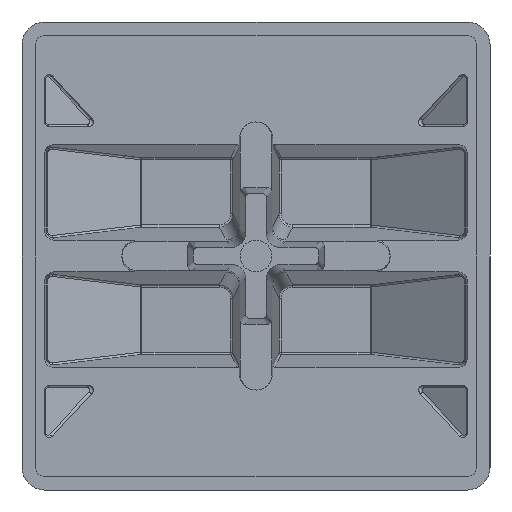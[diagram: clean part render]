
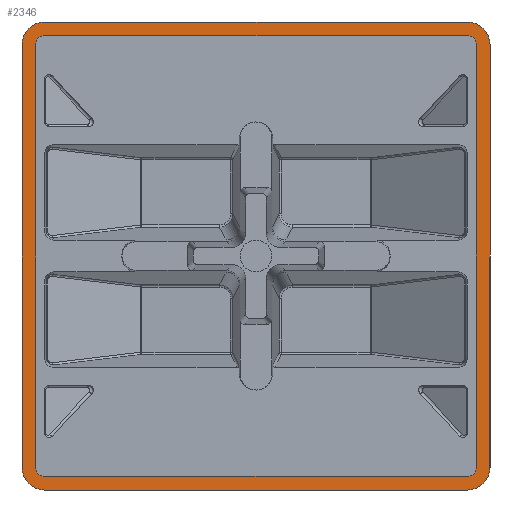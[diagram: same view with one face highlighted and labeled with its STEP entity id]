
A CAD part, front view. The second image highlights one B-rep face of the part: STEP entity #2346.
In plain terms, the highlighted planar face has unit normal (0, -1, 0).
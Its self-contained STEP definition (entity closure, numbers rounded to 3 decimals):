
#214 = EDGE_CURVE ( 'NONE', #10495, #9158, #10289, .T. ) ;
#233 = DIRECTION ( 'NONE',  ( 0., 0., -1. ) ) ;
#260 = ORIENTED_EDGE ( 'NONE', *, *, #11291, .T. ) ;
#456 = DIRECTION ( 'NONE',  ( 0., 0., -1. ) ) ;
#911 = ORIENTED_EDGE ( 'NONE', *, *, #11004, .T. ) ;
#938 = VERTEX_POINT ( 'NONE', #7448 ) ;
#961 = FACE_BOUND ( 'NONE', #12096, .T. ) ;
#1074 = LINE ( 'NONE', #7867, #1422 ) ;
#1154 = CIRCLE ( 'NONE', #8238, 5. ) ;
#1365 = VERTEX_POINT ( 'NONE', #10836 ) ;
#1379 = DIRECTION ( 'NONE',  ( 0., 0., -1. ) ) ;
#1422 = VECTOR ( 'NONE', #11720, 1000. ) ;
#1616 = VECTOR ( 'NONE', #10274, 1000. ) ;
#1658 = VECTOR ( 'NONE', #10295, 1000. ) ;
#1701 = LINE ( 'NONE', #5568, #1721 ) ;
#1708 = CARTESIAN_POINT ( 'NONE',  ( 46.5, -5.5, -46.5 ) ) ;
#1721 = VECTOR ( 'NONE', #9428, 1000. ) ;
#1745 = DIRECTION ( 'NONE',  ( 0., 0., -1. ) ) ;
#1755 = EDGE_CURVE ( 'NONE', #6792, #8935, #1154, .T. ) ;
#2072 = ORIENTED_EDGE ( 'NONE', *, *, #10048, .T. ) ;
#2090 = DIRECTION ( 'NONE',  ( 0., 0., -1. ) ) ;
#2120 = VERTEX_POINT ( 'NONE', #3366 ) ;
#2125 = CARTESIAN_POINT ( 'NONE',  ( -51.5, -5.5, -46.5 ) ) ;
#2139 = LINE ( 'NONE', #8915, #9337 ) ;
#2161 = CIRCLE ( 'NONE', #9248, 2. ) ;
#2346 = ADVANCED_FACE ( 'NONE', ( #961, #4832 ), #8684, .T. ) ;
#2349 = VERTEX_POINT ( 'NONE', #11594 ) ;
#2360 = CARTESIAN_POINT ( 'NONE',  ( -46.5, -5.5, -46.5 ) ) ;
#2398 = DIRECTION ( 'NONE',  ( 0., 0., -1. ) ) ;
#2550 = LINE ( 'NONE', #6415, #1616 ) ;
#2566 = LINE ( 'NONE', #6439, #1658 ) ;
#2643 = CIRCLE ( 'NONE', #9722, 2. ) ;
#2736 = DIRECTION ( 'NONE',  ( 0., -1., 0. ) ) ;
#2856 = LINE ( 'NONE', #6724, #5766 ) ;
#3042 = ORIENTED_EDGE ( 'NONE', *, *, #10389, .T. ) ;
#3299 = ORIENTED_EDGE ( 'NONE', *, *, #11489, .F. ) ;
#3314 = DIRECTION ( 'NONE',  ( -1., 0., 0. ) ) ;
#3366 = CARTESIAN_POINT ( 'NONE',  ( 51.5, -5.5, 46.5 ) ) ;
#3473 = EDGE_CURVE ( 'NONE', #10396, #10495, #8127, .T. ) ;
#3486 = CARTESIAN_POINT ( 'NONE',  ( 48.5, -5.5, -46.5 ) ) ;
#3505 = EDGE_CURVE ( 'NONE', #6723, #7650, #2161, .T. ) ;
#3652 = CIRCLE ( 'NONE', #10722, 5. ) ;
#3760 = EDGE_CURVE ( 'NONE', #1365, #10396, #5203, .T. ) ;
#3883 = DIRECTION ( 'NONE',  ( 0., -1., 0. ) ) ;
#4076 = EDGE_LOOP ( 'NONE', ( #10971, #911, #260, #2072, #4874, #3042, #11908, #10055 ) ) ;
#4511 = CARTESIAN_POINT ( 'NONE',  ( 51.5, -5.5, -46.5 ) ) ;
#4831 = AXIS2_PLACEMENT_3D ( 'NONE', #5279, #9137, #456 ) ;
#4832 = FACE_OUTER_BOUND ( 'NONE', #4076, .T. ) ;
#4864 = CARTESIAN_POINT ( 'NONE',  ( -48.5, -5.5, -46.5 ) ) ;
#4874 = ORIENTED_EDGE ( 'NONE', *, *, #1755, .T. ) ;
#4985 = EDGE_CURVE ( 'NONE', #2120, #938, #10672, .T. ) ;
#4997 = CARTESIAN_POINT ( 'NONE',  ( -46.5, -5.5, 48.5 ) ) ;
#5127 = ORIENTED_EDGE ( 'NONE', *, *, #3505, .F. ) ;
#5203 = CIRCLE ( 'NONE', #12275, 2. ) ;
#5210 = CARTESIAN_POINT ( 'NONE',  ( 46.5, -5.5, -51.5 ) ) ;
#5213 = AXIS2_PLACEMENT_3D ( 'NONE', #6574, #10422, #1745 ) ;
#5279 = CARTESIAN_POINT ( 'NONE',  ( -46.5, -5.5, 46.5 ) ) ;
#5373 = VERTEX_POINT ( 'NONE', #5496 ) ;
#5426 = CIRCLE ( 'NONE', #12497, 5. ) ;
#5496 = CARTESIAN_POINT ( 'NONE',  ( -46.5, -5.5, 51.5 ) ) ;
#5568 = CARTESIAN_POINT ( 'NONE',  ( -46.5, -5.5, -51.5 ) ) ;
#5574 = DIRECTION ( 'NONE',  ( 0., -1., 0. ) ) ;
#5766 = VECTOR ( 'NONE', #10578, 1000. ) ;
#6200 = CARTESIAN_POINT ( 'NONE',  ( 46.5, -5.5, 46.5 ) ) ;
#6234 = DIRECTION ( 'NONE',  ( 0., -1., 0. ) ) ;
#6267 = ORIENTED_EDGE ( 'NONE', *, *, #11791, .F. ) ;
#6344 = EDGE_CURVE ( 'NONE', #9158, #6723, #2139, .T. ) ;
#6415 = CARTESIAN_POINT ( 'NONE',  ( 46.5, -5.5, 51.5 ) ) ;
#6439 = CARTESIAN_POINT ( 'NONE',  ( -46.5, -5.5, -48.5 ) ) ;
#6574 = CARTESIAN_POINT ( 'NONE',  ( 46.5, -5.5, 46.5 ) ) ;
#6610 = DIRECTION ( 'NONE',  ( 0., 0., -1. ) ) ;
#6723 = VERTEX_POINT ( 'NONE', #4864 ) ;
#6724 = CARTESIAN_POINT ( 'NONE',  ( -51.5, -5.5, 46.5 ) ) ;
#6792 = VERTEX_POINT ( 'NONE', #2125 ) ;
#6892 = VERTEX_POINT ( 'NONE', #9024 ) ;
#6906 = CARTESIAN_POINT ( 'NONE',  ( -46.5, -5.5, 46.5 ) ) ;
#6987 = EDGE_CURVE ( 'NONE', #7650, #8280, #2566, .T. ) ;
#7126 = ORIENTED_EDGE ( 'NONE', *, *, #6344, .F. ) ;
#7180 = CARTESIAN_POINT ( 'NONE',  ( -46.5, -5.5, -51.5 ) ) ;
#7206 = CARTESIAN_POINT ( 'NONE',  ( -46.5, -5.5, -46.5 ) ) ;
#7342 = DIRECTION ( 'NONE',  ( 0., 0., 1. ) ) ;
#7448 = CARTESIAN_POINT ( 'NONE',  ( 46.5, -5.5, 51.5 ) ) ;
#7585 = VERTEX_POINT ( 'NONE', #4511 ) ;
#7632 = VECTOR ( 'NONE', #3314, 1000. ) ;
#7643 = EDGE_CURVE ( 'NONE', #10878, #7585, #5426, .T. ) ;
#7650 = VERTEX_POINT ( 'NONE', #12346 ) ;
#7741 = DIRECTION ( 'NONE',  ( 0., 0., -1. ) ) ;
#7749 = CARTESIAN_POINT ( 'NONE',  ( -48.5, -5.5, 46.5 ) ) ;
#7867 = CARTESIAN_POINT ( 'NONE',  ( 51.5, -5.5, -46.5 ) ) ;
#8127 = LINE ( 'NONE', #11978, #7632 ) ;
#8238 = AXIS2_PLACEMENT_3D ( 'NONE', #7206, #11075, #2398 ) ;
#8280 = VERTEX_POINT ( 'NONE', #9708 ) ;
#8684 = PLANE ( 'NONE',  #11105 ) ;
#8788 = ORIENTED_EDGE ( 'NONE', *, *, #6987, .F. ) ;
#8915 = CARTESIAN_POINT ( 'NONE',  ( -48.5, -5.5, 46.5 ) ) ;
#8935 = VERTEX_POINT ( 'NONE', #7180 ) ;
#9024 = CARTESIAN_POINT ( 'NONE',  ( -51.5, -5.5, 46.5 ) ) ;
#9137 = DIRECTION ( 'NONE',  ( 0., -1., 0. ) ) ;
#9158 = VERTEX_POINT ( 'NONE', #7749 ) ;
#9248 = AXIS2_PLACEMENT_3D ( 'NONE', #2360, #6234, #10098 ) ;
#9337 = VECTOR ( 'NONE', #233, 1000. ) ;
#9428 = DIRECTION ( 'NONE',  ( 1., 0., 0. ) ) ;
#9434 = DIRECTION ( 'NONE',  ( 0., 0., -1. ) ) ;
#9708 = CARTESIAN_POINT ( 'NONE',  ( 46.5, -5.5, -48.5 ) ) ;
#9722 = AXIS2_PLACEMENT_3D ( 'NONE', #11416, #2736, #6610 ) ;
#10048 = EDGE_CURVE ( 'NONE', #6892, #6792, #2856, .T. ) ;
#10055 = ORIENTED_EDGE ( 'NONE', *, *, #11931, .T. ) ;
#10060 = DIRECTION ( 'NONE',  ( 0., -1., 0. ) ) ;
#10098 = DIRECTION ( 'NONE',  ( 0., 0., -1. ) ) ;
#10274 = DIRECTION ( 'NONE',  ( -1., 0., 0. ) ) ;
#10289 = CIRCLE ( 'NONE', #4831, 2. ) ;
#10295 = DIRECTION ( 'NONE',  ( 1., 0., 0. ) ) ;
#10389 = EDGE_CURVE ( 'NONE', #8935, #10878, #1701, .T. ) ;
#10396 = VERTEX_POINT ( 'NONE', #11393 ) ;
#10422 = DIRECTION ( 'NONE',  ( 0., -1., 0. ) ) ;
#10495 = VERTEX_POINT ( 'NONE', #4997 ) ;
#10520 = VECTOR ( 'NONE', #7342, 1000. ) ;
#10578 = DIRECTION ( 'NONE',  ( 0., 0., -1. ) ) ;
#10672 = CIRCLE ( 'NONE', #5213, 5. ) ;
#10722 = AXIS2_PLACEMENT_3D ( 'NONE', #6906, #10768, #2090 ) ;
#10768 = DIRECTION ( 'NONE',  ( 0., -1., 0. ) ) ;
#10809 = ORIENTED_EDGE ( 'NONE', *, *, #3473, .F. ) ;
#10836 = CARTESIAN_POINT ( 'NONE',  ( 48.5, -5.5, 46.5 ) ) ;
#10878 = VERTEX_POINT ( 'NONE', #5210 ) ;
#10971 = ORIENTED_EDGE ( 'NONE', *, *, #4985, .T. ) ;
#11004 = EDGE_CURVE ( 'NONE', #938, #5373, #2550, .T. ) ;
#11075 = DIRECTION ( 'NONE',  ( 0., -1., 0. ) ) ;
#11105 = AXIS2_PLACEMENT_3D ( 'NONE', #12535, #3883, #7741 ) ;
#11291 = EDGE_CURVE ( 'NONE', #5373, #6892, #3652, .T. ) ;
#11393 = CARTESIAN_POINT ( 'NONE',  ( 46.5, -5.5, 48.5 ) ) ;
#11416 = CARTESIAN_POINT ( 'NONE',  ( 46.5, -5.5, -46.5 ) ) ;
#11489 = EDGE_CURVE ( 'NONE', #2349, #1365, #12147, .T. ) ;
#11594 = CARTESIAN_POINT ( 'NONE',  ( 48.5, -5.5, -46.5 ) ) ;
#11618 = ORIENTED_EDGE ( 'NONE', *, *, #214, .F. ) ;
#11720 = DIRECTION ( 'NONE',  ( 0., 0., 1. ) ) ;
#11775 = ORIENTED_EDGE ( 'NONE', *, *, #3760, .F. ) ;
#11791 = EDGE_CURVE ( 'NONE', #8280, #2349, #2643, .T. ) ;
#11908 = ORIENTED_EDGE ( 'NONE', *, *, #7643, .T. ) ;
#11931 = EDGE_CURVE ( 'NONE', #7585, #2120, #1074, .T. ) ;
#11978 = CARTESIAN_POINT ( 'NONE',  ( 46.5, -5.5, 48.5 ) ) ;
#12096 = EDGE_LOOP ( 'NONE', ( #11775, #3299, #6267, #8788, #5127, #7126, #11618, #10809 ) ) ;
#12147 = LINE ( 'NONE', #3486, #10520 ) ;
#12275 = AXIS2_PLACEMENT_3D ( 'NONE', #6200, #10060, #1379 ) ;
#12346 = CARTESIAN_POINT ( 'NONE',  ( -46.5, -5.5, -48.5 ) ) ;
#12497 = AXIS2_PLACEMENT_3D ( 'NONE', #1708, #5574, #9434 ) ;
#12535 = CARTESIAN_POINT ( 'NONE',  ( 46.5, -5.5, 46.5 ) ) ;
